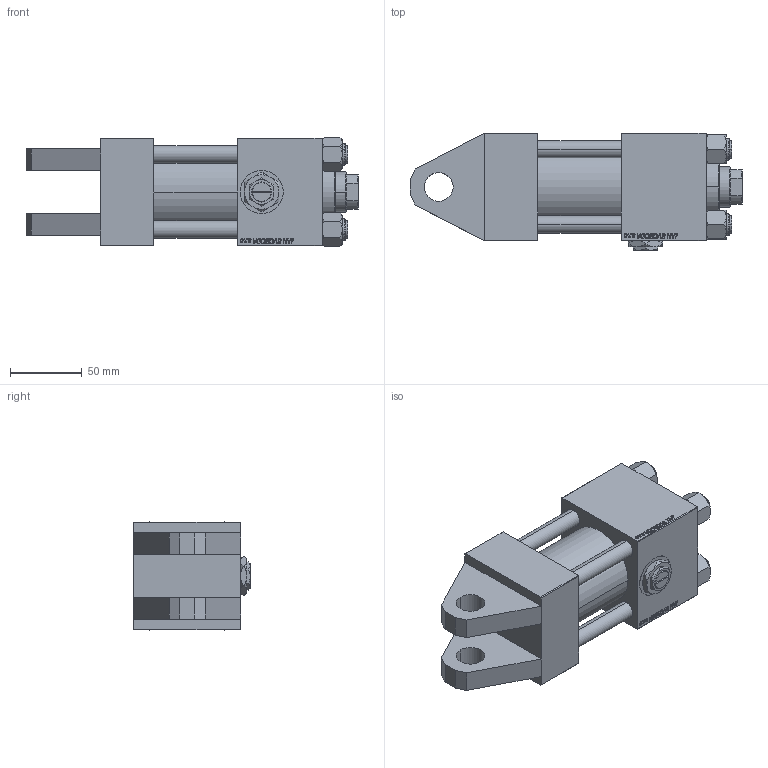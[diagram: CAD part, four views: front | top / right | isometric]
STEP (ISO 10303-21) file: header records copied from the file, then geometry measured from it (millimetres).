
FILE_DESCRIPTION (( 'STEP AP203' ), '1' );
FILE_NAME ('10be.STEP', '2023-08-22T15:54:56', ( '' ), ( '' ), 'SwSTEP 2.0', 'SolidWorks 2019', '' );
FILE_SCHEMA (( 'CONFIG_CONTROL_DESIGN' ));
Length unit declared in the file: millimetre
Products named in the file (7): V215CR_VCP_H 45d865cd17b211c283f3d493a0a2be99; V215CR_TYCINKA_H 45d865cd17b211c283f3d493a0a2be99; NUT_M5_H 45d865cd17b211c283f3d493a0a2be99; V215CR_H_Body 45d865cd17b211c283f3d493a0a2be99; Zatka_pro_OIL_PORT 45d865cd17b211c283f3d493a0a2be99; V215_VC_A 45d865cd17b211c283f3d493a0a2be99; 10be
Assembly tree (12 placements, depth 2):
  10be
    V215CR_H_Body 45d865cd17b211c283f3d493a0a2be99
    V215CR_VCP_H 45d865cd17b211c283f3d493a0a2be99
    V215CR_TYCINKA_H 45d865cd17b211c283f3d493a0a2be99  x4
    NUT_M5_H 45d865cd17b211c283f3d493a0a2be99  x4
    V215_VC_A 45d865cd17b211c283f3d493a0a2be99
    Zatka_pro_OIL_PORT 45d865cd17b211c283f3d493a0a2be99
Bounding box: 231 x 82 x 75.54 mm (x, y, z)
Volume: 742950.3 mm3; surface area: 168485 mm2
Topology: 12 solids, 12 shells, 1175 faces, 2947 edges, 1907 vertices
Faces by surface type: plane 541, bspline 392, cone 148, cylinder 86, torus 8
Entity records: 51420 total; most frequent: CARTESIAN_POINT 27613, ORIENTED_EDGE 5386, DIRECTION 3399, EDGE_CURVE 2693, VERTEX_POINT 1763, VECTOR 1609, LINE 1609, EDGE_LOOP 1184
